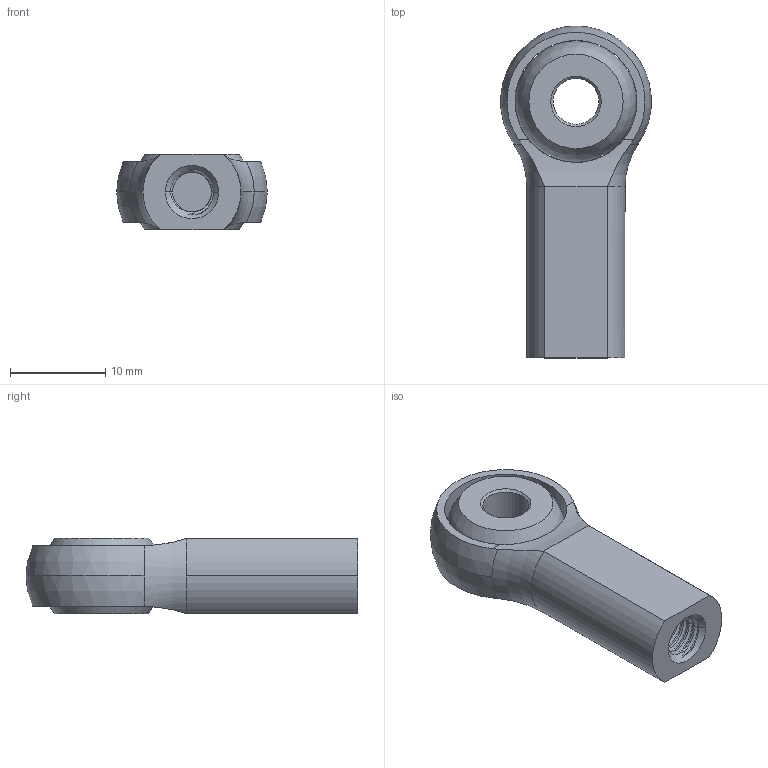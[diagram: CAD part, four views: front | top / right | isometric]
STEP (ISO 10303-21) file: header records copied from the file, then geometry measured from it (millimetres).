
FILE_DESCRIPTION (( 'STEP AP203' ), '1' );
FILE_NAME ('6498K592.step', '2006-04-26T18:59:07', ( ' ' ), ( ' ' ), 'SwSTEP 2.0', 'SolidWorks 2005235', '' );
FILE_SCHEMA (( 'CONFIG_CONTROL_DESIGN' ));
Length unit declared in the file: inch
Products named in the file (1): 6498K592
Bounding box: 15.84 x 34.91 x 7.92 mm (x, y, z)
Volume: 2291.7 mm3; surface area: 2173.1 mm2
Topology: 2 solids, 2 shells, 190 faces, 406 edges, 219 vertices
Faces by surface type: cylinder 89, cone 86, plane 8, sphere 4, torus 3
Entity records: 7204 total; most frequent: CARTESIAN_POINT 3228, ORIENTED_EDGE 808, DIRECTION 803, EDGE_CURVE 404, AXIS2_PLACEMENT_3D 314, VERTEX_POINT 219, EDGE_LOOP 195, ADVANCED_FACE 190
